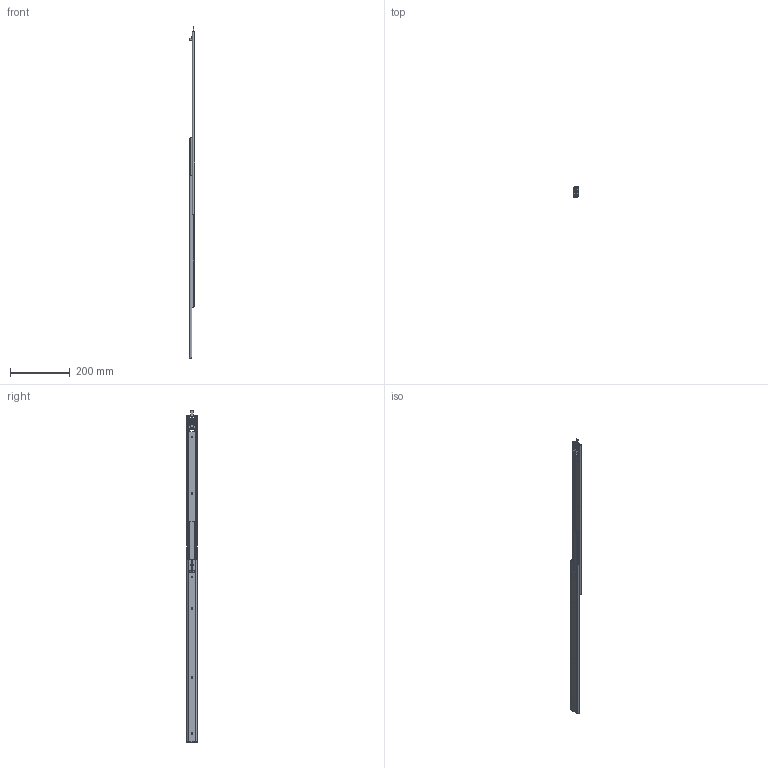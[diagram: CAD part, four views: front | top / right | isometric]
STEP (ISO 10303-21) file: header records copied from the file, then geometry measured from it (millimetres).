
FILE_DESCRIPTION (( 'STEP AP203' ), '1' );
FILE_NAME ('3531CL-24.STEP', '2020-06-15T06:59:22', ( '' ), ( '' ), 'SwSTEP 2.0', 'SolidWorks 2019', '' );
FILE_SCHEMA (( 'CONFIG_CONTROL_DESIGN' ));
Length unit declared in the file: millimetre
Products named in the file (7): OM-A 3531CL-24 ; PN258 ロック; PN257　レバー; 3531CL-24; OM-B 3531CL-24 ; IM-3531CL-24 ; PN259 ピン（カシメ代無し）
Assembly tree (7 placements, depth 2):
  3531CL-24
    OM-A 3531CL-24 
    IM-3531CL-24   x2
    OM-B 3531CL-24 
    PN258 ロック
    PN257　レバー
    PN259 ピン（カシメ代無し）
Bounding box: 19.2 x 35.3 x 1106.68 mm (x, y, z)
Volume: 149896 mm3; surface area: 196621.2 mm2
Topology: 7 solids, 7 shells, 416 faces, 1155 edges, 748 vertices
Faces by surface type: cylinder 199, plane 193, torus 24
Entity records: 13100 total; most frequent: CARTESIAN_POINT 2495, DIRECTION 2113, ORIENTED_EDGE 2070, EDGE_CURVE 1035, AXIS2_PLACEMENT_3D 748, VERTEX_POINT 668, VECTOR 617, LINE 617
